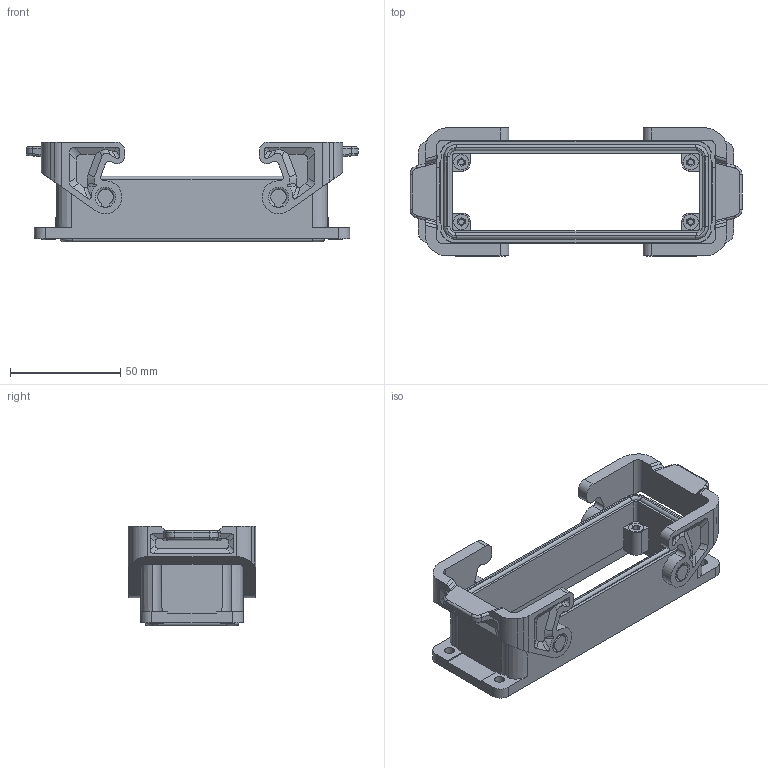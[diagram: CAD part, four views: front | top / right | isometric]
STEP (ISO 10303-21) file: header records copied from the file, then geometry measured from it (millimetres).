
FILE_DESCRIPTION(('Creo Elements/Direct Modeling STEP Export'),'2;1');
FILE_NAME('0ln7uvk5tn724j72880','2023-11-14T14:08:36',(''),(''),'Creo Elements/Direct Modeling STEP processor for AP214 (Solid Model)','Creo Elements/Direct Modeling 20.1B 02-Apr-2019 (C) Parametric Technology GmbH','');
FILE_SCHEMA(('AUTOMOTIVE_DESIGN { 1 0 10303 214 1 1 1 1 }'));
Products named in the file (2): TCHI 24
Assembly tree (1 placements, depth 2):
  TCHI 24
    TCHI 24
Bounding box: 150.5 x 58 x 45.25 mm (x, y, z)
Volume: 78302.3 mm3; surface area: 41694 mm2
Topology: 1 solids, 6 shells, 714 faces, 1962 edges, 1242 vertices
Faces by surface type: plane 310, cylinder 220, cone 76, bspline 66, torus 42
Entity records: 44041 total; most frequent: CARTESIAN_POINT 21463, ORIENTED_EDGE 3924, DIRECTION 3035, EDGE_CURVE 1962, VERTEX_POINT 1242, AXIS2_PLACEMENT_3D 1069, VECTOR 897, LINE 897
